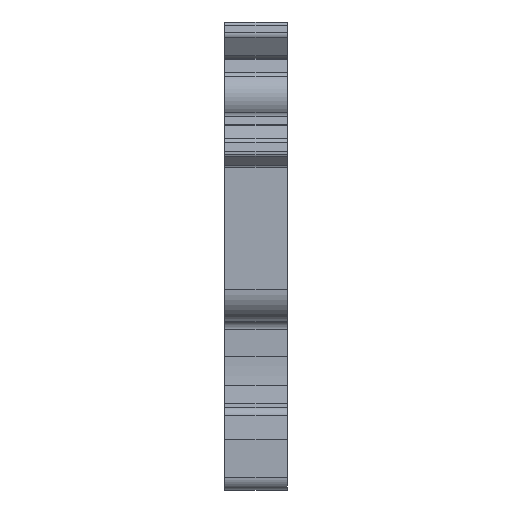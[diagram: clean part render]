
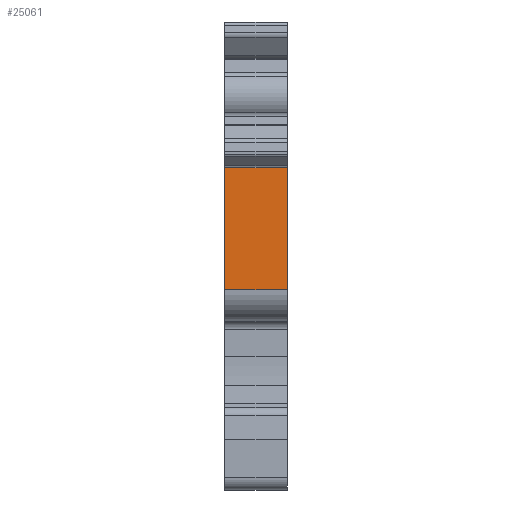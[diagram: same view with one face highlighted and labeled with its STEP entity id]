
A CAD part, left-side view. The second image highlights one B-rep face of the part: STEP entity #25061.
In plain terms, the highlighted planar face has unit normal (-1, 0, 0).
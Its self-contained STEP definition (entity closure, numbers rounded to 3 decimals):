
#116 = DIRECTION ( 'NONE',  ( 0., -1., 0. ) ) ;
#567 = DIRECTION ( 'NONE',  ( 0., 0., 1. ) ) ;
#1087 = CARTESIAN_POINT ( 'NONE',  ( -40.75, 4.95, 8.734 ) ) ;
#1165 = ORIENTED_EDGE ( 'NONE', *, *, #1644, .F. ) ;
#1644 = EDGE_CURVE ( 'NONE', #10110, #19989, #13864, .T. ) ;
#2090 = CARTESIAN_POINT ( 'NONE',  ( -40.75, 5., 18.488 ) ) ;
#2787 = EDGE_CURVE ( 'NONE', #19989, #34829, #4292, .T. ) ;
#4034 = DIRECTION ( 'NONE',  ( 0., -1., 0. ) ) ;
#4292 = LINE ( 'NONE', #10130, #26520 ) ;
#7031 = EDGE_CURVE ( 'NONE', #10110, #9022, #34860, .T. ) ;
#9022 = VERTEX_POINT ( 'NONE', #20053 ) ;
#9259 = CARTESIAN_POINT ( 'NONE',  ( -40.75, 5., 8.734 ) ) ;
#10110 = VERTEX_POINT ( 'NONE', #9259 ) ;
#10130 = CARTESIAN_POINT ( 'NONE',  ( -40.75, 72.277, 18.488 ) ) ;
#10449 = PLANE ( 'NONE',  #34269 ) ;
#10508 = ORIENTED_EDGE ( 'NONE', *, *, #7031, .T. ) ;
#10756 = VECTOR ( 'NONE', #567, 1000. ) ;
#11877 = CARTESIAN_POINT ( 'NONE',  ( -40.75, 0., 8.734 ) ) ;
#13864 = LINE ( 'NONE', #38398, #18418 ) ;
#14976 = CARTESIAN_POINT ( 'NONE',  ( -40.75, 4.95, 8.734 ) ) ;
#18418 = VECTOR ( 'NONE', #26349, 1000. ) ;
#18861 = EDGE_CURVE ( 'NONE', #9022, #34829, #30184, .T. ) ;
#19718 = EDGE_LOOP ( 'NONE', ( #27800, #33136, #1165, #10508 ) ) ;
#19989 = VERTEX_POINT ( 'NONE', #2090 ) ;
#20053 = CARTESIAN_POINT ( 'NONE',  ( -40.75, 0., 8.734 ) ) ;
#22034 = DIRECTION ( 'NONE',  ( 0., -1., 0. ) ) ;
#25061 = ADVANCED_FACE ( 'NONE', ( #33998 ), #10449, .F. ) ;
#25089 = DIRECTION ( 'NONE',  ( 1., 0., 0. ) ) ;
#26349 = DIRECTION ( 'NONE',  ( 0., 0., 1. ) ) ;
#26520 = VECTOR ( 'NONE', #22034, 1000. ) ;
#27800 = ORIENTED_EDGE ( 'NONE', *, *, #18861, .T. ) ;
#30184 = LINE ( 'NONE', #11877, #10756 ) ;
#32660 = VECTOR ( 'NONE', #116, 1000. ) ;
#32986 = CARTESIAN_POINT ( 'NONE',  ( -40.75, 0., 18.488 ) ) ;
#33136 = ORIENTED_EDGE ( 'NONE', *, *, #2787, .F. ) ;
#33998 = FACE_OUTER_BOUND ( 'NONE', #19718, .T. ) ;
#34269 = AXIS2_PLACEMENT_3D ( 'NONE', #1087, #25089, #4034 ) ;
#34829 = VERTEX_POINT ( 'NONE', #32986 ) ;
#34860 = LINE ( 'NONE', #14976, #32660 ) ;
#38398 = CARTESIAN_POINT ( 'NONE',  ( -40.75, 5., 8.734 ) ) ;
